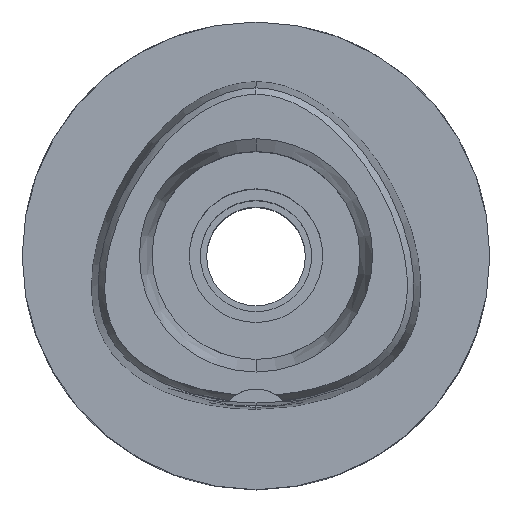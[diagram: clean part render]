
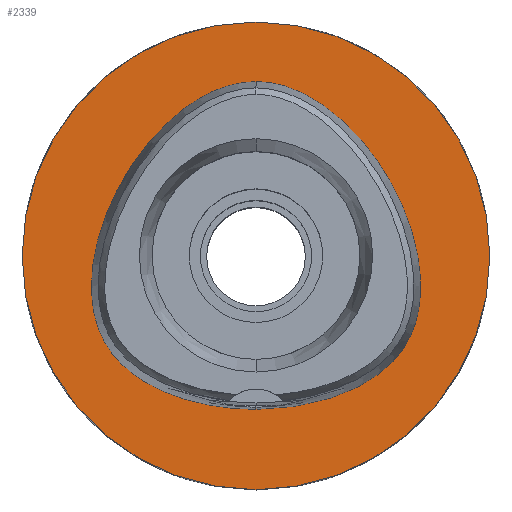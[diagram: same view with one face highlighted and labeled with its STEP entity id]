
A CAD part, top view. The second image highlights one B-rep face of the part: STEP entity #2339.
In plain terms, the highlighted planar face has unit normal (0, 0, 1).
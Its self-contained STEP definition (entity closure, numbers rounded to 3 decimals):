
#307 = ORIENTED_EDGE ( 'NONE', *, *, #2311, .F. ) ;
#370 = CARTESIAN_POINT ( 'NONE',  ( 0., 23.475, 0. ) ) ;
#426 = CARTESIAN_POINT ( 'NONE',  ( 0., -20.675, 0. ) ) ;
#452 = CARTESIAN_POINT ( 'NONE',  ( 14.408, 15.641, 0. ) ) ;
#746 = CARTESIAN_POINT ( 'NONE',  ( 16.959, -15.678, 0. ) ) ;
#752 = CARTESIAN_POINT ( 'NONE',  ( 0., 31.5, 0. ) ) ;
#771 = CARTESIAN_POINT ( 'NONE',  ( 0., 23.475, 0. ) ) ;
#799 = CARTESIAN_POINT ( 'NONE',  ( 14.673, -17.214, 0. ) ) ;
#802 = CARTESIAN_POINT ( 'NONE',  ( -22.057, -6.848, 0. ) ) ;
#851 = CARTESIAN_POINT ( 'NONE',  ( 18.568, -14.169, 0. ) ) ;
#880 = EDGE_LOOP ( 'NONE', ( #4436, #4975 ) ) ;
#914 = CARTESIAN_POINT ( 'NONE',  ( -14.673, -17.214, 0. ) ) ;
#962 = DIRECTION ( 'NONE',  ( 0., -1., 0. ) ) ;
#1182 = CARTESIAN_POINT ( 'NONE',  ( 2.114, -20.675, 0. ) ) ;
#1239 = CARTESIAN_POINT ( 'NONE',  ( -20.749, 4.657, 0. ) ) ;
#1263 = CARTESIAN_POINT ( 'NONE',  ( 20.749, 4.657, 0. ) ) ;
#1312 = CARTESIAN_POINT ( 'NONE',  ( 21.978, -0.281, 0. ) ) ;
#1341 = CARTESIAN_POINT ( 'NONE',  ( 20.35, -11.749, 0. ) ) ;
#1371 = CARTESIAN_POINT ( 'NONE',  ( 0., 0., 0. ) ) ;
#1375 = CARTESIAN_POINT ( 'NONE',  ( -2.114, -20.675, 0. ) ) ;
#1452 = VERTEX_POINT ( 'NONE', #3840 ) ;
#1627 = CARTESIAN_POINT ( 'NONE',  ( 0., -20.675, 0. ) ) ;
#1667 = CARTESIAN_POINT ( 'NONE',  ( -10.746, 19.174, 0. ) ) ;
#1718 = CARTESIAN_POINT ( 'NONE',  ( 7.571, 21.315, 0. ) ) ;
#1744 = DIRECTION ( 'NONE',  ( 0., -1., 0. ) ) ;
#1748 = CARTESIAN_POINT ( 'NONE',  ( -11.233, -18.893, 0. ) ) ;
#2008 = CARTESIAN_POINT ( 'NONE',  ( -2.565, 23.293, 0. ) ) ;
#2022 = VERTEX_POINT ( 'NONE', #752 ) ;
#2195 = FACE_OUTER_BOUND ( 'NONE', #880, .T. ) ;
#2198 = CARTESIAN_POINT ( 'NONE',  ( -6.341, -20.298, 0. ) ) ;
#2225 = CARTESIAN_POINT ( 'NONE',  ( -19.649, -12.825, 0. ) ) ;
#2259 = CARTESIAN_POINT ( 'NONE',  ( -18.568, -14.169, 0. ) ) ;
#2311 = EDGE_CURVE ( 'NONE', #5473, #5134, #3693, .T. ) ;
#2339 = ADVANCED_FACE ( 'NONE', ( #2195, #3912 ), #2678, .F. ) ;
#2450 = CARTESIAN_POINT ( 'NONE',  ( 0., 0., 0. ) ) ;
#2489 = EDGE_CURVE ( 'NONE', #1452, #2022, #4656, .T. ) ;
#2522 = AXIS2_PLACEMENT_3D ( 'NONE', #2450, #3392, #2949 ) ;
#2547 = CARTESIAN_POINT ( 'NONE',  ( -21.555, -8.996, 0. ) ) ;
#2595 = CARTESIAN_POINT ( 'NONE',  ( 19.649, -12.825, 0. ) ) ;
#2610 = CIRCLE ( 'NONE', #2522, 31.5 ) ;
#2648 = CARTESIAN_POINT ( 'NONE',  ( 21.555, -8.996, 0. ) ) ;
#2678 = PLANE ( 'NONE',  #5267 ) ;
#2732 = EDGE_CURVE ( 'NONE', #2022, #1452, #2610, .T. ) ;
#2886 = CARTESIAN_POINT ( 'NONE',  ( -0.855, 23.475, 0. ) ) ;
#2916 = CARTESIAN_POINT ( 'NONE',  ( -7.571, 21.315, 0. ) ) ;
#2949 = DIRECTION ( 'NONE',  ( 0., 1., 0. ) ) ;
#2964 = CARTESIAN_POINT ( 'NONE',  ( -22.245, -4.1, 0. ) ) ;
#3019 = DIRECTION ( 'NONE',  ( 0., 0., -1. ) ) ;
#3045 = CARTESIAN_POINT ( 'NONE',  ( 18.068, 10.432, 0. ) ) ;
#3095 = CARTESIAN_POINT ( 'NONE',  ( 0., 0., 0. ) ) ;
#3351 = CARTESIAN_POINT ( 'NONE',  ( 6.341, -20.298, 0. ) ) ;
#3378 = CARTESIAN_POINT ( 'NONE',  ( 0., -20.675, 0. ) ) ;
#3381 = CARTESIAN_POINT ( 'NONE',  ( -14.408, 15.641, 0. ) ) ;
#3392 = DIRECTION ( 'NONE',  ( 0., 0., -1. ) ) ;
#3438 = CARTESIAN_POINT ( 'NONE',  ( 0., 23.475, 0. ) ) ;
#3466 = CARTESIAN_POINT ( 'NONE',  ( -20.35, -11.749, 0. ) ) ;
#3693 = B_SPLINE_CURVE_WITH_KNOTS ( 'NONE', 3,
 ( #3378, #1182, #3351, #5067, #799, #746, #851, #2595, #1341, #4691, #2648, #5177, #4331, #1312, #1263, #3045, #452, #5149, #1718, #4299, #5564, #4739, #3438 ),
 .UNSPECIFIED., .F., .F.,
 ( 4, 1, 1, 1, 1, 1, 1, 1, 1, 1, 1, 1, 1, 1, 1, 1, 1, 1, 1, 1, 4 ),
 ( 0., 0.083, 0.167, 0.208, 0.25, 0.292, 0.313, 0.333, 0.354, 0.375, 0.417, 0.458, 0.5, 0.583, 0.667, 0.75, 0.833, 0.875, 0.917, 0.958, 1. ),
 .UNSPECIFIED. ) ;
#3733 = CARTESIAN_POINT ( 'NONE',  ( -21.978, -0.281, 0. ) ) ;
#3840 = CARTESIAN_POINT ( 'NONE',  ( 0., -31.5, 0. ) ) ;
#3912 = FACE_BOUND ( 'NONE', #4806, .T. ) ;
#4299 = CARTESIAN_POINT ( 'NONE',  ( 5.098, 22.526, 0. ) ) ;
#4331 = CARTESIAN_POINT ( 'NONE',  ( 22.245, -4.1, 0. ) ) ;
#4436 = ORIENTED_EDGE ( 'NONE', *, *, #2732, .F. ) ;
#4481 = ORIENTED_EDGE ( 'NONE', *, *, #5170, .F. ) ;
#4584 = CARTESIAN_POINT ( 'NONE',  ( -18.068, 10.432, 0. ) ) ;
#4656 = CIRCLE ( 'NONE', #5527, 31.5 ) ;
#4691 = CARTESIAN_POINT ( 'NONE',  ( 20.932, -10.604, 0. ) ) ;
#4739 = CARTESIAN_POINT ( 'NONE',  ( 0.855, 23.475, 0. ) ) ;
#4775 = CARTESIAN_POINT ( 'NONE',  ( -16.959, -15.678, 0. ) ) ;
#4799 = CARTESIAN_POINT ( 'NONE',  ( -20.932, -10.604, 0. ) ) ;
#4806 = EDGE_LOOP ( 'NONE', ( #4481, #307 ) ) ;
#4975 = ORIENTED_EDGE ( 'NONE', *, *, #2489, .F. ) ;
#5067 = CARTESIAN_POINT ( 'NONE',  ( 11.233, -18.893, 0. ) ) ;
#5117 = DIRECTION ( 'NONE',  ( 0., 0., -1. ) ) ;
#5134 = VERTEX_POINT ( 'NONE', #370 ) ;
#5149 = CARTESIAN_POINT ( 'NONE',  ( 10.746, 19.174, 0. ) ) ;
#5170 = EDGE_CURVE ( 'NONE', #5134, #5473, #5538, .T. ) ;
#5177 = CARTESIAN_POINT ( 'NONE',  ( 22.057, -6.848, 0. ) ) ;
#5267 = AXIS2_PLACEMENT_3D ( 'NONE', #1371, #3019, #1744 ) ;
#5473 = VERTEX_POINT ( 'NONE', #1627 ) ;
#5492 = CARTESIAN_POINT ( 'NONE',  ( -5.098, 22.526, 0. ) ) ;
#5527 = AXIS2_PLACEMENT_3D ( 'NONE', #3095, #5117, #962 ) ;
#5538 = B_SPLINE_CURVE_WITH_KNOTS ( 'NONE', 3,
 ( #771, #2886, #2008, #5492, #2916, #1667, #3381, #4584, #1239, #3733, #2964, #802, #2547, #4799, #3466, #2225, #2259, #4775, #914, #1748, #2198, #1375, #426 ),
 .UNSPECIFIED., .F., .F.,
 ( 4, 1, 1, 1, 1, 1, 1, 1, 1, 1, 1, 1, 1, 1, 1, 1, 1, 1, 1, 1, 4 ),
 ( 0., 0.042, 0.083, 0.125, 0.167, 0.25, 0.333, 0.417, 0.5, 0.542, 0.583, 0.625, 0.646, 0.667, 0.688, 0.708, 0.75, 0.792, 0.833, 0.917, 1. ),
 .UNSPECIFIED. ) ;
#5564 = CARTESIAN_POINT ( 'NONE',  ( 2.565, 23.293, 0. ) ) ;
